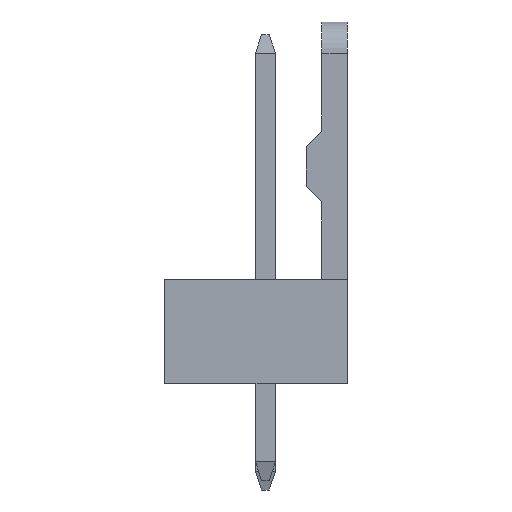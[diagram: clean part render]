
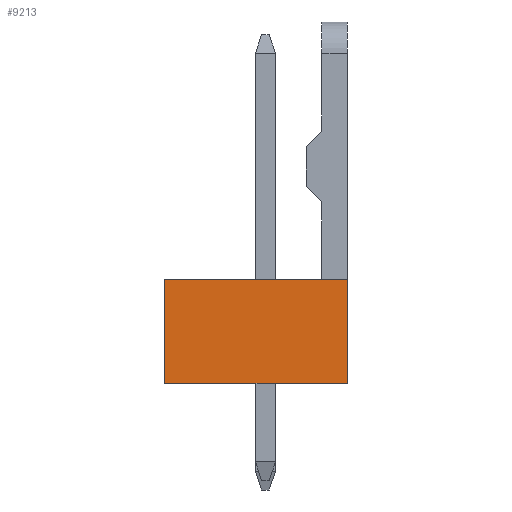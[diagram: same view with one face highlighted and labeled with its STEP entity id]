
A CAD part, left-side view. The second image highlights one B-rep face of the part: STEP entity #9213.
In plain terms, the highlighted face is planar.
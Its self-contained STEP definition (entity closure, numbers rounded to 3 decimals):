
#1430=ORIENTED_EDGE('',*,*,#2533,.F.);
#1431=ORIENTED_EDGE('',*,*,#2542,.F.);
#1432=ORIENTED_EDGE('',*,*,#2536,.F.);
#1433=ORIENTED_EDGE('',*,*,#2116,.F.);
#2116=EDGE_CURVE('',#2913,#2912,#3566,.T.);
#2533=EDGE_CURVE('',#3180,#2913,#3979,.T.);
#2536=EDGE_CURVE('',#2912,#3182,#3982,.T.);
#2542=EDGE_CURVE('',#3182,#3180,#3988,.T.);
#2912=VERTEX_POINT('',#11983);
#2913=VERTEX_POINT('',#11985);
#3180=VERTEX_POINT('',#12826);
#3182=VERTEX_POINT('',#12834);
#3566=LINE('',#11986,#4456);
#3979=LINE('',#12827,#4869);
#3982=LINE('',#12833,#4872);
#3988=LINE('',#12844,#4878);
#4456=VECTOR('',#10246,1000.);
#4869=VECTOR('',#10981,1000.);
#4872=VECTOR('',#10988,1000.);
#4878=VECTOR('',#10996,1000.);
#5373=EDGE_LOOP('',(#1430,#1431,#1432,#1433));
#5793=FACE_BOUND('',#5373,.T.);
#6171=PLANE('',#9604);
#9213=ADVANCED_FACE('',(#5793),#6171,.F.);
#9604=AXIS2_PLACEMENT_3D('',#12856,#11008,#11009);
#10246=DIRECTION('',(0.,-1.,0.));
#10981=DIRECTION('',(0.,0.,-1.));
#10988=DIRECTION('',(0.,0.,1.));
#10996=DIRECTION('',(0.,1.,0.));
#11008=DIRECTION('',(-1.,0.,0.));
#11009=DIRECTION('',(0.,0.,1.));
#11983=CARTESIAN_POINT('',(12.7,-2.9,-5.75));
#11985=CARTESIAN_POINT('',(12.7,2.9,-5.75));
#11986=CARTESIAN_POINT('',(12.7,2.9,-5.75));
#12826=CARTESIAN_POINT('',(12.7,2.9,-2.45));
#12827=CARTESIAN_POINT('',(12.7,2.9,5.75));
#12833=CARTESIAN_POINT('',(12.7,-2.9,-5.75));
#12834=CARTESIAN_POINT('',(12.7,-2.9,-2.45));
#12844=CARTESIAN_POINT('',(12.7,-2.9,-2.45));
#12856=CARTESIAN_POINT('',(12.7,0.,0.));
